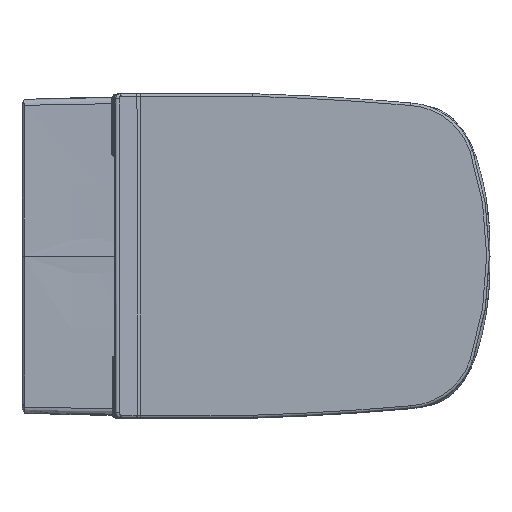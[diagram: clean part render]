
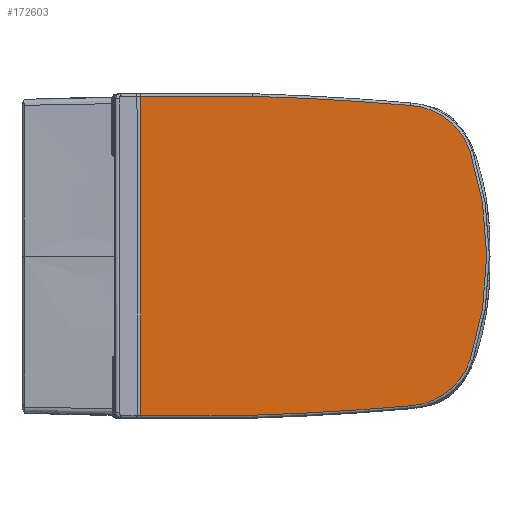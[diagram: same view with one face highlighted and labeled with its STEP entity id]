
A CAD part, top view. The second image highlights one B-rep face of the part: STEP entity #172603.
In plain terms, the highlighted face is planar.
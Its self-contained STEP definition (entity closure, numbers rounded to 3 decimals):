
#171925=CARTESIAN_POINT('',(-231.257,-5.689,66.744));
#171926=VERTEX_POINT('',#171925);
#171940=CARTESIAN_POINT('',(-162.092,-5.689,13.684));
#171941=VERTEX_POINT('',#171940);
#171942=CARTESIAN_POINT('',(-157.407,-5.689,91.401));
#171943=DIRECTION('',(0.,-1.,0.));
#171944=DIRECTION('',(-0.609,0.,-0.793));
#171945=AXIS2_PLACEMENT_3D('',#171942,#171943,#171944);
#171946=CIRCLE('',#171945,77.858);
#171947=EDGE_CURVE('',#171926,#171941,#171946,.T.);
#171975=CARTESIAN_POINT('',(19.436,-5.689,3.));
#171976=VERTEX_POINT('',#171975);
#171977=CARTESIAN_POINT('',(113.595,-5.689,3150.249));
#171978=DIRECTION('',(0.,-1.,0.));
#171979=DIRECTION('',(-0.059,0.,-0.998));
#171980=AXIS2_PLACEMENT_3D('',#171977,#171978,#171979);
#171981=CIRCLE('',#171980,3148.657);
#171982=EDGE_CURVE('',#171941,#171976,#171981,.T.);
#172009=CARTESIAN_POINT('',(148.84,-5.689,371.0));
#172010=VERTEX_POINT('',#172009);
#172018=CARTESIAN_POINT('',(19.435,-5.689,371.));
#172019=VERTEX_POINT('',#172018);
#172020=CARTESIAN_POINT('',(148.84,-5.689,371.0));
#172021=DIRECTION('',(-1.0,0.0,0.0));
#172022=VECTOR('',#172021,129.405);
#172023=LINE('',#172020,#172022);
#172024=EDGE_CURVE('',#172010,#172019,#172023,.T.);
#172399=CARTESIAN_POINT('',(148.84,-5.689,3.));
#172400=VERTEX_POINT('',#172399);
#172425=CARTESIAN_POINT('',(19.436,-5.689,3.));
#172426=DIRECTION('',(1.0,0.0,0.0));
#172427=VECTOR('',#172426,129.405);
#172428=LINE('',#172425,#172427);
#172429=EDGE_CURVE('',#171976,#172400,#172428,.T.);
#172452=CARTESIAN_POINT('',(-162.092,-5.689,360.316));
#172453=VERTEX_POINT('',#172452);
#172454=CARTESIAN_POINT('',(113.595,-5.689,-2776.249));
#172455=DIRECTION('',(0.,-1.,0.));
#172456=DIRECTION('',(-0.059,0.,0.998));
#172457=AXIS2_PLACEMENT_3D('',#172454,#172455,#172456);
#172458=CIRCLE('',#172457,3148.657);
#172459=EDGE_CURVE('',#172019,#172453,#172458,.T.);
#172484=CARTESIAN_POINT('',(-231.257,-5.689,307.256));
#172485=VERTEX_POINT('',#172484);
#172486=CARTESIAN_POINT('',(-157.407,-5.689,282.599));
#172487=DIRECTION('',(0.,-1.,0.));
#172488=DIRECTION('',(-0.609,0.,0.793));
#172489=AXIS2_PLACEMENT_3D('',#172486,#172487,#172488);
#172490=CIRCLE('',#172489,77.858);
#172491=EDGE_CURVE('',#172453,#172485,#172490,.T.);
#172535=CARTESIAN_POINT('',(138.161,-5.689,187.));
#172536=DIRECTION('',(0.0,-1.0,0.0));
#172537=DIRECTION('',(-1.0,0.0,0.0));
#172538=AXIS2_PLACEMENT_3D('',#172535,#172536,#172537);
#172539=CIRCLE('',#172538,388.498);
#172540=EDGE_CURVE('',#172485,#171926,#172539,.T.);
#172583=CARTESIAN_POINT('',(-254.405,-5.689,0.0));
#172584=DIRECTION('',(0.0,1.0,0.0));
#172585=DIRECTION('',(0.0,0.0,1.0));
#172586=AXIS2_PLACEMENT_3D('',#172583,#172584,#172585);
#172587=PLANE('',#172586);
#172588=ORIENTED_EDGE('',*,*,#172429,.F.);
#172589=ORIENTED_EDGE('',*,*,#171982,.F.);
#172590=ORIENTED_EDGE('',*,*,#171947,.F.);
#172591=ORIENTED_EDGE('',*,*,#172540,.F.);
#172592=ORIENTED_EDGE('',*,*,#172491,.F.);
#172593=ORIENTED_EDGE('',*,*,#172459,.F.);
#172594=ORIENTED_EDGE('',*,*,#172024,.F.);
#172595=CARTESIAN_POINT('',(148.84,-5.689,3.));
#172596=DIRECTION('',(0.0,0.0,1.0));
#172597=VECTOR('',#172596,368.0);
#172598=LINE('',#172595,#172597);
#172599=EDGE_CURVE('',#172400,#172010,#172598,.T.);
#172600=ORIENTED_EDGE('',*,*,#172599,.F.);
#172601=EDGE_LOOP('',(#172588,#172589,#172590,#172591,#172592,#172593,#172594,#172600));
#172602=FACE_OUTER_BOUND('',#172601,.T.);
#172603=ADVANCED_FACE('',(#172602),#172587,.T.);
